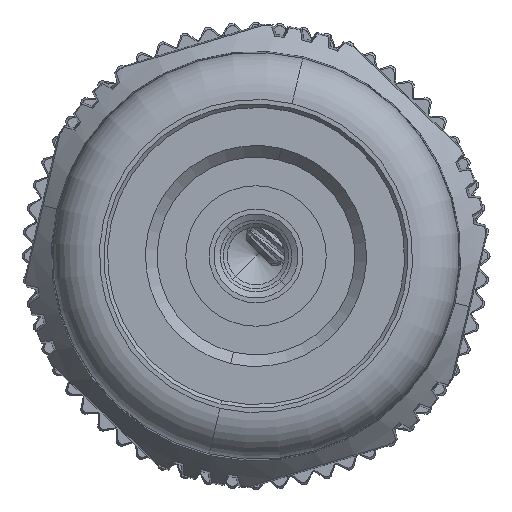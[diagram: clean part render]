
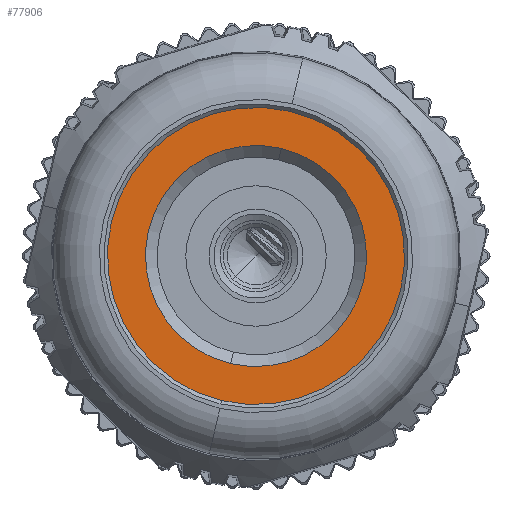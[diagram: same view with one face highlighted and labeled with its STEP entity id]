
A CAD part, front view. The second image highlights one B-rep face of the part: STEP entity #77906.
In plain terms, the highlighted planar face has unit normal (0, -1, 0).
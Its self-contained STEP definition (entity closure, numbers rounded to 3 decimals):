
#26105=CARTESIAN_POINT('',(0.,-50.9,0.));
#26106=DIRECTION('',(0.,1.,0.));
#26107=DIRECTION('',(-0.23,0.,-0.973));
#26108=AXIS2_PLACEMENT_3D('',#26105,#26106,#26107);
#26110=CARTESIAN_POINT('',(0.,-50.9,0.));
#26111=DIRECTION('',(0.,1.,0.));
#26112=DIRECTION('',(0.23,0.,0.973));
#26113=AXIS2_PLACEMENT_3D('',#26110,#26111,#26112);
#26115=CARTESIAN_POINT('',(0.,-50.9,0.));
#26116=DIRECTION('',(0.,-1.,0.));
#26117=DIRECTION('',(0.23,0.,0.973));
#26118=AXIS2_PLACEMENT_3D('',#26115,#26116,#26117);
#26120=CARTESIAN_POINT('',(0.,-50.9,0.));
#26121=DIRECTION('',(0.,-1.,0.));
#26122=DIRECTION('',(-0.23,0.,-0.973));
#26123=AXIS2_PLACEMENT_3D('',#26120,#26121,#26122);
#45235=CARTESIAN_POINT('',(1.461,-50.9,6.18));
#45236=VERTEX_POINT('',#45235);
#45237=CARTESIAN_POINT('',(-1.461,-50.9,-6.18));
#45238=VERTEX_POINT('',#45237);
#45239=CARTESIAN_POINT('',(1.087,-50.9,4.598));
#45240=CARTESIAN_POINT('',(-1.087,-50.9,-4.598));
#45241=VERTEX_POINT('',#45239);
#45242=VERTEX_POINT('',#45240);
#77891=CARTESIAN_POINT('',(0.,-50.9,0.));
#77892=DIRECTION('',(0.,-1.,0.));
#77893=DIRECTION('',(-0.23,0.,-0.973));
#77894=AXIS2_PLACEMENT_3D('',#77891,#77892,#77893);
#77895=PLANE('',#77894);
#77896=ORIENTED_EDGE('',*,*,#77871,.T.);
#77897=ORIENTED_EDGE('',*,*,#77885,.T.);
#77898=EDGE_LOOP('',(#77896,#77897));
#77899=FACE_OUTER_BOUND('',#77898,.F.);
#77901=ORIENTED_EDGE('',*,*,#77900,.T.);
#77903=ORIENTED_EDGE('',*,*,#77902,.T.);
#77904=EDGE_LOOP('',(#77901,#77903));
#77905=FACE_BOUND('',#77904,.F.);
#77906=ADVANCED_FACE('',(#77899,#77905),#77895,.T.);
#26109=CIRCLE('',#26108,6.35);
#26114=CIRCLE('',#26113,6.35);
#26119=CIRCLE('',#26118,4.725);
#26124=CIRCLE('',#26123,4.725);
#77871=EDGE_CURVE('',#45238,#45236,#26109,.T.);
#77885=EDGE_CURVE('',#45236,#45238,#26114,.T.);
#77900=EDGE_CURVE('',#45241,#45242,#26119,.T.);
#77902=EDGE_CURVE('',#45242,#45241,#26124,.T.);
